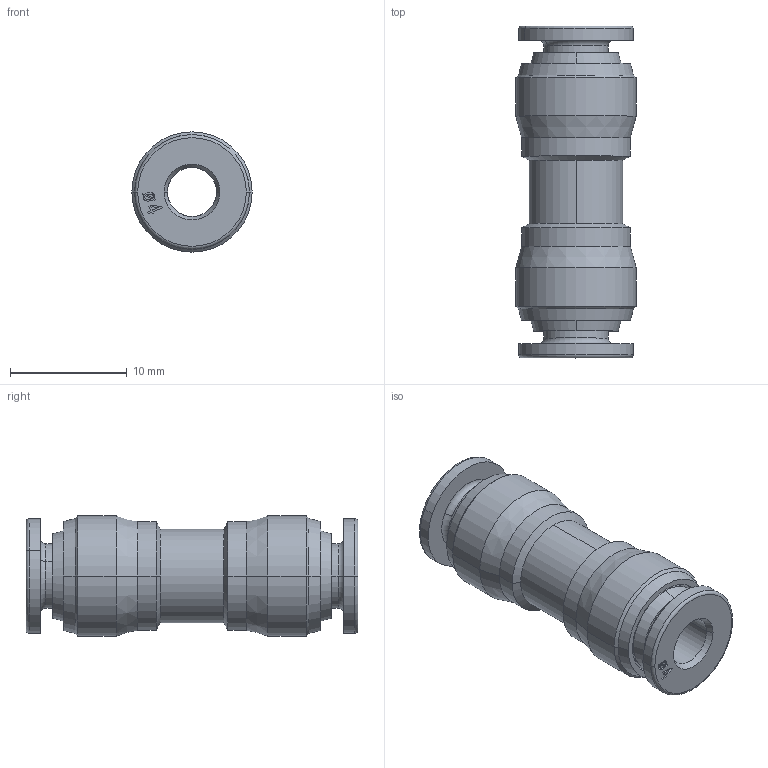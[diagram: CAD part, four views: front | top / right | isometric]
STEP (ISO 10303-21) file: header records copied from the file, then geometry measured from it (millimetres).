
FILE_DESCRIPTION (( 'STEP AP214' ), '1' );
FILE_NAME ('5904000001A.STEP', '2016-05-12T14:36:24', ( '' ), ( '' ), 'SwSTEP 2.0', 'SolidWorks 2016', '' );
FILE_SCHEMA (( 'AUTOMOTIVE_DESIGN' ));
Length unit declared in the file: millimetre
Products named in the file (1): 5904000001A
Bounding box: 10.3 x 28.4 x 10.3 mm (x, y, z)
Surface area: 1502.7 mm2 (no closed solid volume)
Topology: 0 solids, 5 shells, 155 faces, 382 edges, 244 vertices
Faces by surface type: plane 61, cylinder 30, cone 28, bspline 28, torus 8
Entity records: 7242 total; most frequent: CARTESIAN_POINT 1962, ORIENTED_EDGE 732, DIRECTION 690, EDGE_CURVE 382, VERTEX_POINT 244, AXIS2_PLACEMENT_3D 236, LINE 218, VECTOR 218
